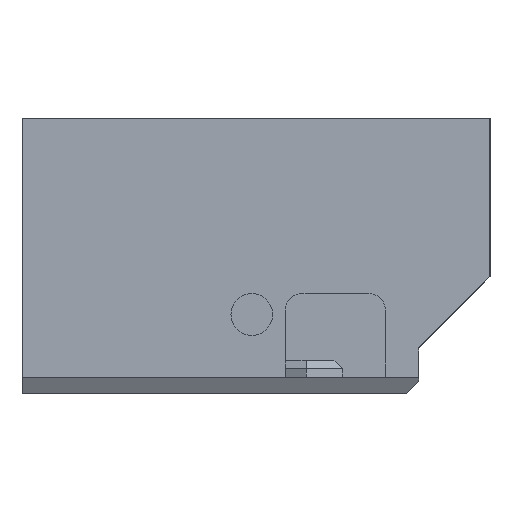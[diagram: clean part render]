
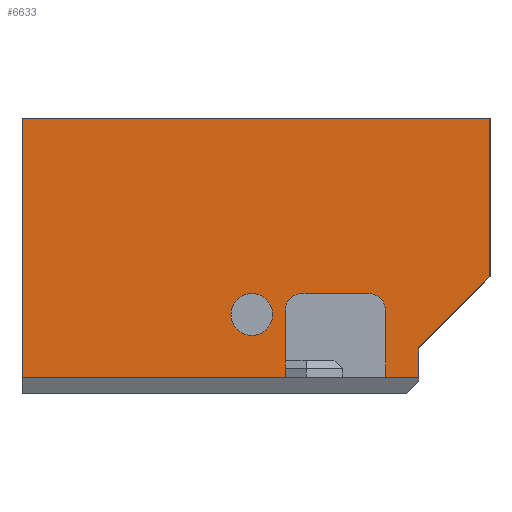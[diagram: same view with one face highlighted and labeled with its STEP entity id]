
A CAD part, left-side view. The second image highlights one B-rep face of the part: STEP entity #6633.
In plain terms, the highlighted face is planar.
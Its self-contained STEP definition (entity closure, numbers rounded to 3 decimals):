
#952=CIRCLE('',#9448,2.5);
#953=CIRCLE('',#9449,2.);
#954=CIRCLE('',#9450,2.);
#1038=FACE_BOUND('',#1500,.T.);
#1039=FACE_BOUND('',#1501,.T.);
#1151=FACE_OUTER_BOUND('',#1499,.T.);
#1499=EDGE_LOOP('',(#5219,#5220,#5221,#5222,#5223,#5224));
#1500=EDGE_LOOP('',(#5225));
#1501=EDGE_LOOP('',(#5226,#5227,#5228,#5229,#5230,#5231));
#1847=LINE('',#12813,#2600);
#2006=LINE('',#13132,#2759);
#2087=LINE('',#13595,#2840);
#2090=LINE('',#13602,#2843);
#2091=LINE('',#13604,#2844);
#2092=LINE('',#13606,#2845);
#2093=LINE('',#13607,#2846);
#2094=LINE('',#13608,#2847);
#2095=LINE('',#13612,#2848);
#2096=LINE('',#13616,#2849);
#2600=VECTOR('',#10380,10.);
#2759=VECTOR('',#10659,1.);
#2840=VECTOR('',#10816,1.);
#2843=VECTOR('',#10821,1.);
#2844=VECTOR('',#10822,1.);
#2845=VECTOR('',#10823,1.);
#2846=VECTOR('',#10824,10.);
#2847=VECTOR('',#10825,1.);
#2848=VECTOR('',#10828,1.);
#2849=VECTOR('',#10831,1.);
#3348=VERTEX_POINT('',#12810);
#3349=VERTEX_POINT('',#12812);
#3448=VERTEX_POINT('',#13129);
#3449=VERTEX_POINT('',#13131);
#3517=VERTEX_POINT('',#13594);
#3519=VERTEX_POINT('',#13600);
#3520=VERTEX_POINT('',#13601);
#3521=VERTEX_POINT('',#13603);
#3522=VERTEX_POINT('',#13605);
#3523=VERTEX_POINT('',#13609);
#3524=VERTEX_POINT('',#13611);
#3525=VERTEX_POINT('',#13613);
#3526=VERTEX_POINT('',#13615);
#3880=EDGE_CURVE('',#3349,#3348,#1847,.T.);
#4040=EDGE_CURVE('',#3448,#3449,#2006,.T.);
#4137=EDGE_CURVE('',#3517,#3349,#2087,.T.);
#4140=EDGE_CURVE('',#3519,#3520,#2090,.T.);
#4141=EDGE_CURVE('',#3521,#3520,#2091,.T.);
#4142=EDGE_CURVE('',#3521,#3522,#2092,.T.);
#4143=EDGE_CURVE('',#3522,#3449,#2093,.T.);
#4144=EDGE_CURVE('',#3448,#3519,#2094,.T.);
#4145=EDGE_CURVE('',#3523,#3523,#952,.T.);
#4146=EDGE_CURVE('',#3524,#3348,#2095,.T.);
#4147=EDGE_CURVE('',#3525,#3524,#953,.T.);
#4148=EDGE_CURVE('',#3525,#3526,#2096,.T.);
#4149=EDGE_CURVE('',#3517,#3526,#954,.T.);
#5219=ORIENTED_EDGE('',*,*,#4140,.T.);
#5220=ORIENTED_EDGE('',*,*,#4141,.F.);
#5221=ORIENTED_EDGE('',*,*,#4142,.T.);
#5222=ORIENTED_EDGE('',*,*,#4143,.T.);
#5223=ORIENTED_EDGE('',*,*,#4040,.F.);
#5224=ORIENTED_EDGE('',*,*,#4144,.T.);
#5225=ORIENTED_EDGE('',*,*,#4145,.F.);
#5226=ORIENTED_EDGE('',*,*,#4146,.F.);
#5227=ORIENTED_EDGE('',*,*,#4147,.F.);
#5228=ORIENTED_EDGE('',*,*,#4148,.T.);
#5229=ORIENTED_EDGE('',*,*,#4149,.F.);
#5230=ORIENTED_EDGE('',*,*,#4137,.T.);
#5231=ORIENTED_EDGE('',*,*,#3880,.T.);
#6343=PLANE('',#9447);
#6633=ADVANCED_FACE('',(#1151,#1038,#1039),#6343,.T.);
#9447=AXIS2_PLACEMENT_3D('',#13599,#10819,#10820);
#9448=AXIS2_PLACEMENT_3D('',#13610,#10826,#10827);
#9449=AXIS2_PLACEMENT_3D('',#13614,#10829,#10830);
#9450=AXIS2_PLACEMENT_3D('',#13617,#10832,#10833);
#10380=DIRECTION('',(0.,1.,0.));
#10659=DIRECTION('',(0.,-1.,0.));
#10816=DIRECTION('',(0.,0.,1.));
#10819=DIRECTION('center_axis',(1.,0.,0.));
#10820=DIRECTION('ref_axis',(0.,0.,1.));
#10821=DIRECTION('',(0.,-1.,0.));
#10822=DIRECTION('',(0.,0.,1.));
#10823=DIRECTION('',(0.,-0.707,-0.707));
#10824=DIRECTION('',(0.,0.,-1.));
#10825=DIRECTION('',(0.,0.,1.));
#10826=DIRECTION('center_axis',(1.,0.,0.));
#10827=DIRECTION('ref_axis',(0.,0.,-1.));
#10828=DIRECTION('',(0.,0.,1.));
#10829=DIRECTION('center_axis',(1.,0.,0.));
#10830=DIRECTION('ref_axis',(0.,0.,-1.));
#10831=DIRECTION('',(0.,-1.,0.));
#10832=DIRECTION('center_axis',(1.,0.,0.));
#10833=DIRECTION('ref_axis',(0.,0.,-1.));
#12810=CARTESIAN_POINT('',(96.,3.5,-2.));
#12812=CARTESIAN_POINT('',(96.,-8.5,-2.));
#12813=CARTESIAN_POINT('',(96.,-16.25,-2.));
#13129=CARTESIAN_POINT('',(96.,35.,-33.));
#13131=CARTESIAN_POINT('',(96.,-21.,-33.));
#13132=CARTESIAN_POINT('',(96.,-21.,-33.));
#13594=CARTESIAN_POINT('',(96.,-8.5,-10.));
#13595=CARTESIAN_POINT('',(96.,-8.5,-13.));
#13599=CARTESIAN_POINT('Origin',(96.,-21.,-15.));
#13600=CARTESIAN_POINT('',(96.,35.,-1.938));
#13601=CARTESIAN_POINT('',(96.,-12.5,-1.938));
#13602=CARTESIAN_POINT('',(96.,-18.5,-1.938));
#13603=CARTESIAN_POINT('',(96.,-12.5,-5.5));
#13604=CARTESIAN_POINT('',(96.,-12.5,-15.5));
#13605=CARTESIAN_POINT('',(96.,-21.,-14.));
#13606=CARTESIAN_POINT('',(96.,-22.25,-15.25));
#13607=CARTESIAN_POINT('',(96.,-21.,-15.));
#13608=CARTESIAN_POINT('',(96.,35.,-15.));
#13609=CARTESIAN_POINT('',(96.,7.5,-7.));
#13610=CARTESIAN_POINT('Origin',(96.,7.5,-9.5));
#13611=CARTESIAN_POINT('',(96.,3.5,-10.));
#13612=CARTESIAN_POINT('',(96.,3.5,-13.));
#13613=CARTESIAN_POINT('',(96.,1.5,-12.));
#13614=CARTESIAN_POINT('Origin',(96.,1.5,-10.));
#13615=CARTESIAN_POINT('',(96.,-6.5,-12.));
#13616=CARTESIAN_POINT('',(96.,-13.75,-12.));
#13617=CARTESIAN_POINT('Origin',(96.,-6.5,-10.));
